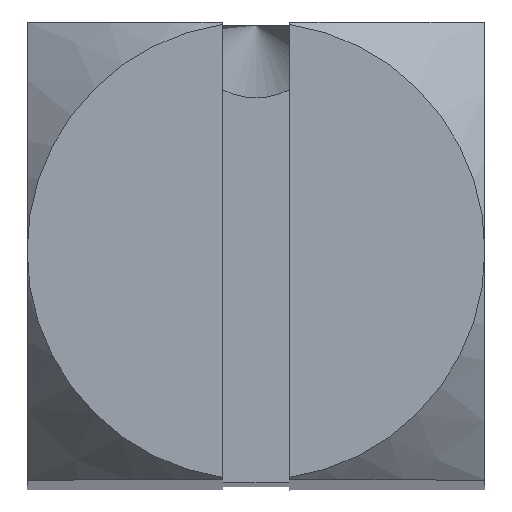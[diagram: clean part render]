
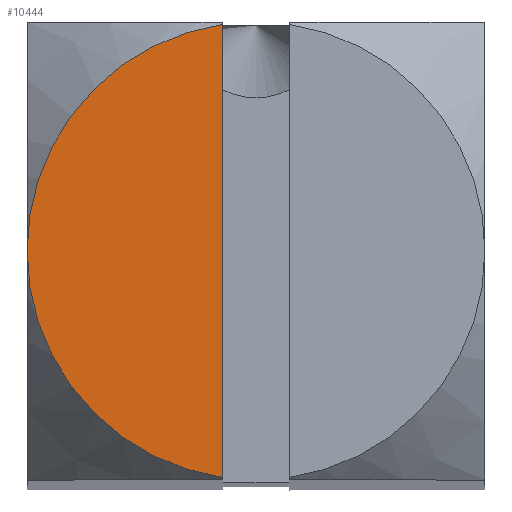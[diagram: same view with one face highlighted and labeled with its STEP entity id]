
A CAD part, top view. The second image highlights one B-rep face of the part: STEP entity #10444.
In plain terms, the highlighted planar face has unit normal (0, 0, 1).
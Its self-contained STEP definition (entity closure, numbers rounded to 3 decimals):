
#58 = CIRCLE ( 'NONE', #10585, 3.95 ) ;
#378 = CARTESIAN_POINT ( 'NONE',  ( -3.95, 0., 50. ) ) ;
#493 = ORIENTED_EDGE ( 'NONE', *, *, #4723, .F. ) ;
#1753 = VERTEX_POINT ( 'NONE', #2958 ) ;
#1821 = AXIS2_PLACEMENT_3D ( 'NONE', #5775, #8467, #3121 ) ;
#2656 = CARTESIAN_POINT ( 'NONE',  ( 0., 0., 50. ) ) ;
#2848 = CARTESIAN_POINT ( 'NONE',  ( -0.575, 10., 50. ) ) ;
#2958 = CARTESIAN_POINT ( 'NONE',  ( -0.575, 3.908, 50. ) ) ;
#3121 = DIRECTION ( 'NONE',  ( 1., 0., 0. ) ) ;
#3174 = LINE ( 'NONE', #2848, #11592 ) ;
#3408 = VERTEX_POINT ( 'NONE', #9497 ) ;
#3504 = EDGE_CURVE ( 'NONE', #4396, #1753, #8348, .T. ) ;
#4396 = VERTEX_POINT ( 'NONE', #378 ) ;
#4567 = DIRECTION ( 'NONE',  ( 0., -1., 0. ) ) ;
#4723 = EDGE_CURVE ( 'NONE', #3408, #4396, #58, .T. ) ;
#5233 = AXIS2_PLACEMENT_3D ( 'NONE', #11586, #7276, #7228 ) ;
#5775 = CARTESIAN_POINT ( 'NONE',  ( 0., 0., 50. ) ) ;
#6052 = DIRECTION ( 'NONE',  ( 0., 0., -1. ) ) ;
#6603 = EDGE_LOOP ( 'NONE', ( #7130, #9823, #493 ) ) ;
#7130 = ORIENTED_EDGE ( 'NONE', *, *, #11470, .F. ) ;
#7228 = DIRECTION ( 'NONE',  ( -1., 0., 0. ) ) ;
#7276 = DIRECTION ( 'NONE',  ( 0., 0., -1. ) ) ;
#7961 = DIRECTION ( 'NONE',  ( 1., 0., 0. ) ) ;
#8348 = CIRCLE ( 'NONE', #5233, 3.95 ) ;
#8467 = DIRECTION ( 'NONE',  ( 0., 0., 1. ) ) ;
#9333 = PLANE ( 'NONE',  #1821 ) ;
#9497 = CARTESIAN_POINT ( 'NONE',  ( -0.575, -3.908, 50. ) ) ;
#9823 = ORIENTED_EDGE ( 'NONE', *, *, #3504, .F. ) ;
#10444 = ADVANCED_FACE ( 'NONE', ( #11172 ), #9333, .T. ) ;
#10585 = AXIS2_PLACEMENT_3D ( 'NONE', #2656, #6052, #7961 ) ;
#11172 = FACE_OUTER_BOUND ( 'NONE', #6603, .T. ) ;
#11470 = EDGE_CURVE ( 'NONE', #1753, #3408, #3174, .T. ) ;
#11586 = CARTESIAN_POINT ( 'NONE',  ( 0., 0., 50. ) ) ;
#11592 = VECTOR ( 'NONE', #4567, 1000. ) ;
